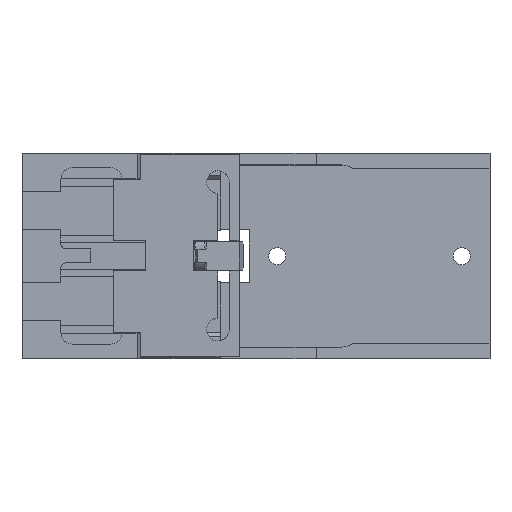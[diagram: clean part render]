
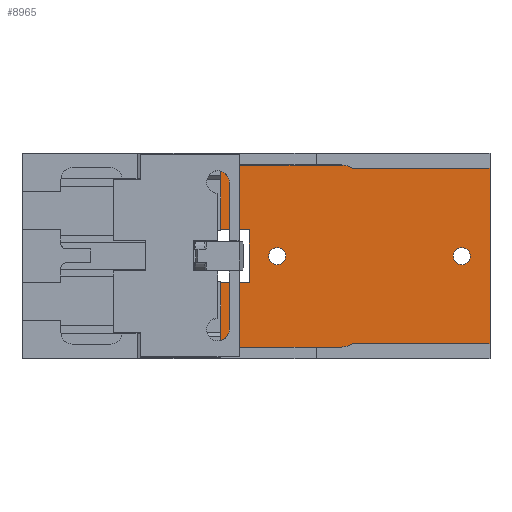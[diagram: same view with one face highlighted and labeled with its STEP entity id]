
A CAD part, top view. The second image highlights one B-rep face of the part: STEP entity #8965.
In plain terms, the highlighted planar face has unit normal (0, 0, 1).
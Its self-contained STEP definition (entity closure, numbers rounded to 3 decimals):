
#2442=CARTESIAN_POINT('',(-25.14,0.,0.985));
#2443=VERTEX_POINT('',#2442);
#2452=CARTESIAN_POINT('',(-26.34,0.,0.985));
#2453=VERTEX_POINT('',#2452);
#2454=CARTESIAN_POINT('',(-25.74,0.,0.985));
#2455=DIRECTION('',(0.0,0.0,1.0));
#2456=DIRECTION('',(1.0,0.0,0.0));
#2457=AXIS2_PLACEMENT_3D('',#2454,#2455,#2456);
#2458=CIRCLE('',#2457,0.6);
#2459=EDGE_CURVE('',#2443,#2453,#2458,.T.);
#2484=CARTESIAN_POINT('',(-12.14,0.,0.985));
#2485=VERTEX_POINT('',#2484);
#2494=CARTESIAN_POINT('',(-13.34,0.,0.985));
#2495=VERTEX_POINT('',#2494);
#2496=CARTESIAN_POINT('',(-12.74,0.,0.985));
#2497=DIRECTION('',(0.0,0.0,1.0));
#2498=DIRECTION('',(1.0,0.0,0.0));
#2499=AXIS2_PLACEMENT_3D('',#2496,#2497,#2498);
#2500=CIRCLE('',#2499,0.6);
#2501=EDGE_CURVE('',#2485,#2495,#2500,.T.);
#2709=CARTESIAN_POINT('',(-10.74,-6.2,0.985));
#2710=VERTEX_POINT('',#2709);
#2717=CARTESIAN_POINT('',(-20.44,-6.2,0.985));
#2718=VERTEX_POINT('',#2717);
#2719=CARTESIAN_POINT('',(-20.44,-6.2,0.985));
#2720=DIRECTION('',(1.0,0.0,0.0));
#2721=VECTOR('',#2720,9.7);
#2722=LINE('',#2719,#2721);
#2723=EDGE_CURVE('',#2710,#2718,#2722,.F.);
#3274=CARTESIAN_POINT('',(-10.74,6.2,0.985));
#3275=VERTEX_POINT('',#3274);
#3282=CARTESIAN_POINT('',(-10.74,6.2,0.985));
#3283=DIRECTION('',(0.0,-1.0,0.0));
#3284=VECTOR('',#3283,12.4);
#3285=LINE('',#3282,#3284);
#3286=EDGE_CURVE('',#3275,#2710,#3285,.T.);
#3635=CARTESIAN_POINT('',(-20.44,6.2,0.985));
#3636=VERTEX_POINT('',#3635);
#3643=CARTESIAN_POINT('',(-20.44,6.2,0.985));
#3644=DIRECTION('',(1.0,0.0,0.0));
#3645=VECTOR('',#3644,9.7);
#3646=LINE('',#3643,#3645);
#3647=EDGE_CURVE('',#3275,#3636,#3646,.F.);
#6694=CARTESIAN_POINT('',(-21.222,-6.42,0.985));
#6695=VERTEX_POINT('',#6694);
#6702=CARTESIAN_POINT('',(-29.74,-6.42,0.985));
#6703=VERTEX_POINT('',#6702);
#6704=CARTESIAN_POINT('',(-21.222,-6.42,0.985));
#6705=DIRECTION('',(-1.0,0.0,0.0));
#6706=VECTOR('',#6705,8.518);
#6707=LINE('',#6704,#6706);
#6708=EDGE_CURVE('',#6695,#6703,#6707,.T.);
#6725=CARTESIAN_POINT('',(-21.222,6.42,0.985));
#6726=VERTEX_POINT('',#6725);
#6740=CARTESIAN_POINT('',(-29.74,6.42,0.985));
#6741=VERTEX_POINT('',#6740);
#6748=CARTESIAN_POINT('',(-21.222,6.42,0.985));
#6749=DIRECTION('',(-1.0,0.0,0.0));
#6750=VECTOR('',#6749,8.518);
#6751=LINE('',#6748,#6750);
#6752=EDGE_CURVE('',#6726,#6741,#6751,.T.);
#6765=CARTESIAN_POINT('',(-21.222,-4.92,0.985));
#6766=DIRECTION('',(0.0,0.0,-1.0));
#6767=DIRECTION('',(1.0,0.0,0.0));
#6768=AXIS2_PLACEMENT_3D('',#6765,#6766,#6767);
#6769=CIRCLE('',#6768,1.5);
#6770=EDGE_CURVE('',#2718,#6695,#6769,.T.);
#6784=CARTESIAN_POINT('',(-21.222,4.92,0.985));
#6785=DIRECTION('',(0.0,0.0,1.0));
#6786=DIRECTION('',(1.0,0.0,0.0));
#6787=AXIS2_PLACEMENT_3D('',#6784,#6785,#6786);
#6788=CIRCLE('',#6787,1.5);
#6789=EDGE_CURVE('',#3636,#6726,#6788,.T.);
#7141=CARTESIAN_POINT('',(-29.74,1.848,0.985));
#7142=VERTEX_POINT('',#7141);
#7149=CARTESIAN_POINT('',(-29.74,6.42,0.985));
#7150=DIRECTION('',(0.0,-1.0,0.0));
#7151=VECTOR('',#7150,4.572);
#7152=LINE('',#7149,#7151);
#7153=EDGE_CURVE('',#6741,#7142,#7152,.T.);
#7198=CARTESIAN_POINT('',(-29.74,-1.848,0.985));
#7199=VERTEX_POINT('',#7198);
#7239=CARTESIAN_POINT('',(-29.74,-6.42,0.985));
#7240=DIRECTION('',(0.0,1.0,0.0));
#7241=VECTOR('',#7240,4.572);
#7242=LINE('',#7239,#7241);
#7243=EDGE_CURVE('',#7199,#6703,#7242,.F.);
#8907=CARTESIAN_POINT('',(-30.69,-7.062,0.985));
#8908=DIRECTION('',(0.0,0.0,1.0));
#8909=DIRECTION('',(1.0,0.0,0.0));
#8910=AXIS2_PLACEMENT_3D('',#8907,#8908,#8909);
#8911=PLANE('',#8910);
#8912=ORIENTED_EDGE('',*,*,#7243,.T.);
#8913=ORIENTED_EDGE('',*,*,#6708,.F.);
#8914=ORIENTED_EDGE('',*,*,#6770,.F.);
#8915=ORIENTED_EDGE('',*,*,#2723,.F.);
#8916=ORIENTED_EDGE('',*,*,#3286,.F.);
#8917=ORIENTED_EDGE('',*,*,#3647,.T.);
#8918=ORIENTED_EDGE('',*,*,#6789,.T.);
#8919=ORIENTED_EDGE('',*,*,#6752,.T.);
#8920=ORIENTED_EDGE('',*,*,#7153,.T.);
#8921=CARTESIAN_POINT('',(-27.702,1.848,0.985));
#8922=VERTEX_POINT('',#8921);
#8923=CARTESIAN_POINT('',(-27.702,1.848,0.985));
#8924=DIRECTION('',(-1.0,0.0,0.0));
#8925=VECTOR('',#8924,2.038);
#8926=LINE('',#8923,#8925);
#8927=EDGE_CURVE('',#8922,#7142,#8926,.T.);
#8928=ORIENTED_EDGE('',*,*,#8927,.F.);
#8929=CARTESIAN_POINT('',(-27.702,-1.848,0.985));
#8930=VERTEX_POINT('',#8929);
#8931=CARTESIAN_POINT('',(-27.702,1.848,0.985));
#8932=DIRECTION('',(0.0,-1.0,0.0));
#8933=VECTOR('',#8932,3.697);
#8934=LINE('',#8931,#8933);
#8935=EDGE_CURVE('',#8922,#8930,#8934,.T.);
#8936=ORIENTED_EDGE('',*,*,#8935,.T.);
#8937=CARTESIAN_POINT('',(-27.702,-1.848,0.985));
#8938=DIRECTION('',(-1.0,0.0,0.0));
#8939=VECTOR('',#8938,2.038);
#8940=LINE('',#8937,#8939);
#8941=EDGE_CURVE('',#8930,#7199,#8940,.T.);
#8942=ORIENTED_EDGE('',*,*,#8941,.T.);
#8943=EDGE_LOOP('',(#8912,#8913,#8914,#8915,#8916,#8917,#8918,#8919,#8920,#8928,#8936,#8942));
#8944=FACE_OUTER_BOUND('',#8943,.T.);
#8945=ORIENTED_EDGE('',*,*,#2459,.F.);
#8946=CARTESIAN_POINT('',(-25.74,0.,0.985));
#8947=DIRECTION('',(0.0,0.0,1.0));
#8948=DIRECTION('',(1.0,0.0,0.0));
#8949=AXIS2_PLACEMENT_3D('',#8946,#8947,#8948);
#8950=CIRCLE('',#8949,0.6);
#8951=EDGE_CURVE('',#2453,#2443,#8950,.T.);
#8952=ORIENTED_EDGE('',*,*,#8951,.F.);
#8953=EDGE_LOOP('',(#8945,#8952));
#8954=FACE_BOUND('',#8953,.T.);
#8955=ORIENTED_EDGE('',*,*,#2501,.F.);
#8956=CARTESIAN_POINT('',(-12.74,0.,0.985));
#8957=DIRECTION('',(0.0,0.0,1.0));
#8958=DIRECTION('',(1.0,0.0,0.0));
#8959=AXIS2_PLACEMENT_3D('',#8956,#8957,#8958);
#8960=CIRCLE('',#8959,0.6);
#8961=EDGE_CURVE('',#2495,#2485,#8960,.T.);
#8962=ORIENTED_EDGE('',*,*,#8961,.F.);
#8963=EDGE_LOOP('',(#8955,#8962));
#8964=FACE_BOUND('',#8963,.T.);
#8965=ADVANCED_FACE('',(#8944,#8954,#8964),#8911,.T.);
